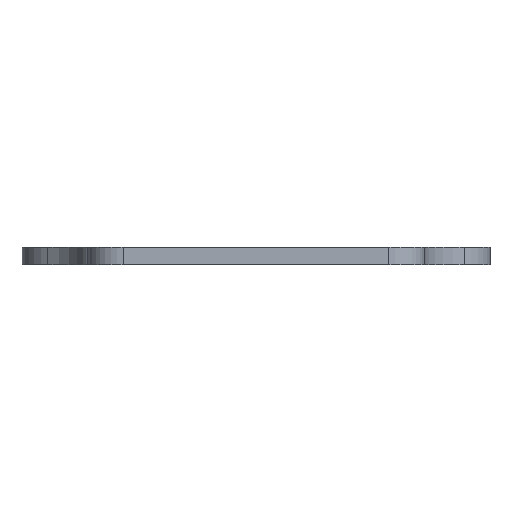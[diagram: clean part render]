
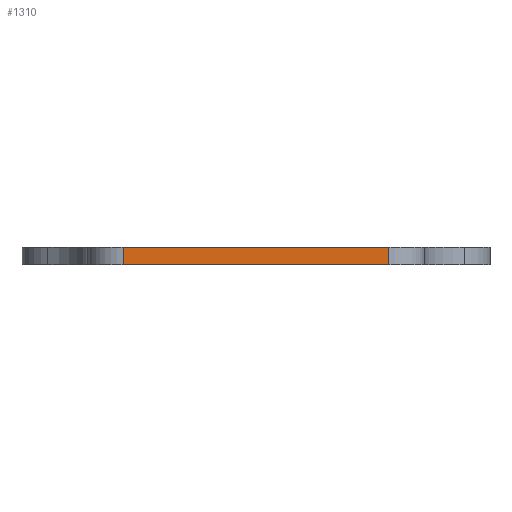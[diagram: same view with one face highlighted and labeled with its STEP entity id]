
A CAD part, front view. The second image highlights one B-rep face of the part: STEP entity #1310.
In plain terms, the highlighted planar face has unit normal (0, -1, 0).
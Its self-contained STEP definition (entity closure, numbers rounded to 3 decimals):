
#77=PLANE('',#1451);
#154=FACE_OUTER_BOUND('',#221,.T.);
#221=EDGE_LOOP('',(#1038,#1039,#1040,#1041));
#348=LINE('',#2158,#443);
#349=LINE('',#2161,#444);
#350=LINE('',#2163,#445);
#351=LINE('',#2164,#446);
#443=VECTOR('',#1767,10.);
#444=VECTOR('',#1770,10.);
#445=VECTOR('',#1771,10.);
#446=VECTOR('',#1772,10.);
#645=VERTEX_POINT('',#2151);
#648=VERTEX_POINT('',#2156);
#649=VERTEX_POINT('',#2160);
#650=VERTEX_POINT('',#2162);
#810=EDGE_CURVE('',#648,#645,#348,.T.);
#811=EDGE_CURVE('',#648,#649,#349,.T.);
#812=EDGE_CURVE('',#650,#649,#350,.T.);
#813=EDGE_CURVE('',#645,#650,#351,.T.);
#1038=ORIENTED_EDGE('',*,*,#810,.F.);
#1039=ORIENTED_EDGE('',*,*,#811,.T.);
#1040=ORIENTED_EDGE('',*,*,#812,.F.);
#1041=ORIENTED_EDGE('',*,*,#813,.F.);
#1310=ADVANCED_FACE('',(#154),#77,.T.);
#1451=AXIS2_PLACEMENT_3D('',#2159,#1768,#1769);
#1767=DIRECTION('',(0.,0.,-1.));
#1768=DIRECTION('center_axis',(0.,-1.,0.));
#1769=DIRECTION('ref_axis',(-1.,0.,0.));
#1770=DIRECTION('',(-1.,0.,0.));
#1771=DIRECTION('',(0.,0.,1.));
#1772=DIRECTION('',(-1.,0.,0.));
#2151=CARTESIAN_POINT('',(15.,-53.,-2.));
#2156=CARTESIAN_POINT('',(15.,-53.,0.));
#2158=CARTESIAN_POINT('',(15.,-53.,0.));
#2159=CARTESIAN_POINT('Origin',(0.,-53.,0.));
#2160=CARTESIAN_POINT('',(-15.,-53.,0.));
#2161=CARTESIAN_POINT('',(19.,-53.,0.));
#2162=CARTESIAN_POINT('',(-15.,-53.,-2.));
#2163=CARTESIAN_POINT('',(-15.,-53.,0.));
#2164=CARTESIAN_POINT('',(17.,-53.,-2.));
